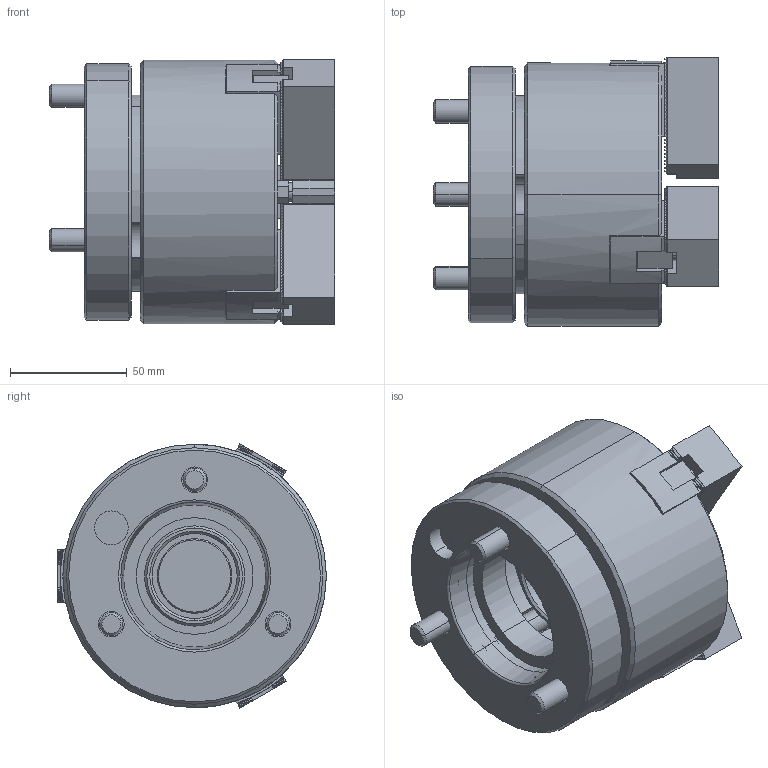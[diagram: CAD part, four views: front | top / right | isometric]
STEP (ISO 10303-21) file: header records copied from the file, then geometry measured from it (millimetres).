
FILE_DESCRIPTION (( 'STEP AP203' ), '1' );
FILE_NAME ('CF-3H-204A4.STEP', '2021-12-15T01:01:36', ( '' ), ( '' ), 'SwSTEP 2.0', 'SolidWorks 2016', '' );
FILE_SCHEMA (( 'CONFIG_CONTROL_DESIGN' ));
Length unit declared in the file: millimetre
Products named in the file (14): CF-3H-204-07010; CF-3H-204A4; CF-3H-204-09000; CF-3H-204-04000(T型塊); CF-3H-204-01010; SJ-04; CF-3H-204-02010; 半圓頭六角孔螺栓_M4x8; CF-3H-204-03010; 圓頭內六角螺栓_M10x60; 圓頭內六角螺栓_M8x20; CF-3H-04-10000-A4法蘭; CF-3H-204-06010; 圓頭內六角螺栓_M10x25
Assembly tree (30 placements, depth 2):
  CF-3H-204A4
    CF-3H-204-01010
    CF-3H-204-02010
    CF-3H-204-03010  x3
    CF-3H-204-06010
    CF-3H-204-07010
    CF-3H-204-09000
    CF-3H-204-04000(T型塊)  x3
    SJ-04  x3
    半圓頭六角孔螺栓_M4x8  x3
    圓頭內六角螺栓_M10x60  x3
    圓頭內六角螺栓_M8x20  x6
    CF-3H-04-10000-A4法蘭
    圓頭內六角螺栓_M10x25  x3
Bounding box: 122.3 x 115.25 x 113.26 mm (x, y, z)
Volume: 718222.9 mm3; surface area: 186681.7 mm2
Topology: 30 solids, 30 shells, 2121 faces, 5881 edges, 3831 vertices
Faces by surface type: plane 1395, cylinder 566, cone 148, torus 12
Entity records: 28619 total; most frequent: CARTESIAN_POINT 5552, ORIENTED_EDGE 4590, DIRECTION 4217, EDGE_CURVE 2295, VECTOR 1571, LINE 1571, VERTEX_POINT 1504, AXIS2_PLACEMENT_3D 1323
